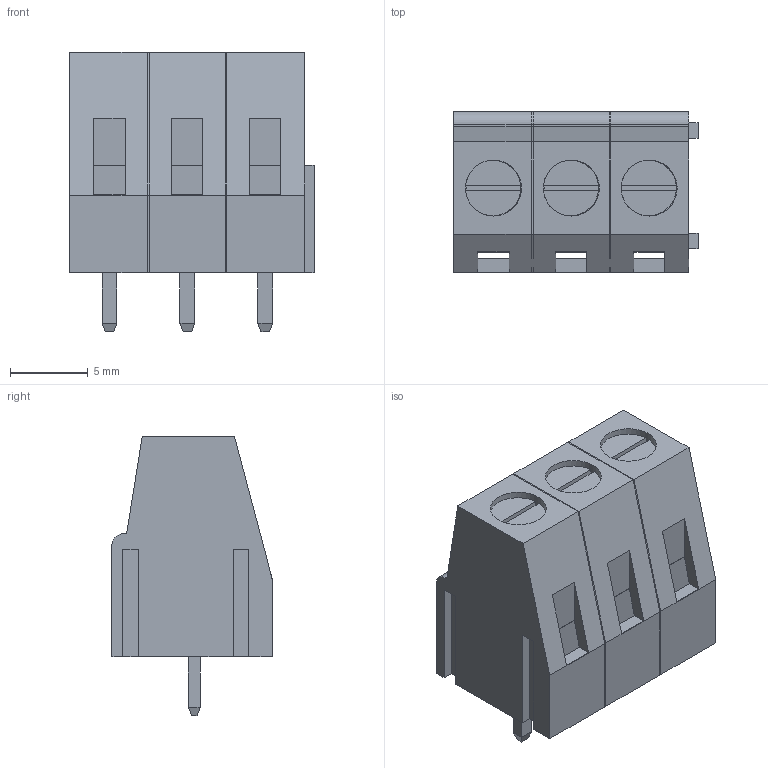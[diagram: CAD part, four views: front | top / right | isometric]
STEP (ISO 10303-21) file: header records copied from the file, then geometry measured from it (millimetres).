
FILE_DESCRIPTION(/* description */ (''),/* implementation_level */ '2;1');
FILE_NAME(/* name */ 'TERMINAL-BLOCK-3-WAY-5.08P v2.step',/* time_stamp */ '2020-07-04T14:52:12+05:00',/* author */ (''),/* organization */ (''),/* preprocessor_version */ 'ST-DEVELOPER v18.1',/* originating_system */ 'Autodesk Translation Framework v9.3.0.1241',/* authorisation */ '');
FILE_SCHEMA (('AUTOMOTIVE_DESIGN { 1 0 10303 214 3 1 1 }'));
Length unit declared in the file: millimetre
Products named in the file (2): TERMINAL-BLOCK-3-WAY-5.08P; KF128-5.08_3P
Assembly tree (3 placements, depth 2):
  TERMINAL-BLOCK-3-WAY-5.08P
    KF128-5.08_3P  x3
Bounding box: 15.68 x 10.3 x 17.95 mm (x, y, z)
Volume: 1427.5 mm3; surface area: 2787.7 mm2
Topology: 12 solids, 12 shells, 258 faces, 675 edges, 438 vertices
Faces by surface type: plane 243, cylinder 15
Full cylindrical faces by diameter (mm): 3.5 x3, 3.6 x3
Entity records: 2709 total; most frequent: CARTESIAN_POINT 462, ORIENTED_EDGE 450, DIRECTION 426, EDGE_CURVE 225, LINE 206, VECTOR 206, VERTEX_POINT 146, AXIS2_PLACEMENT_3D 110
